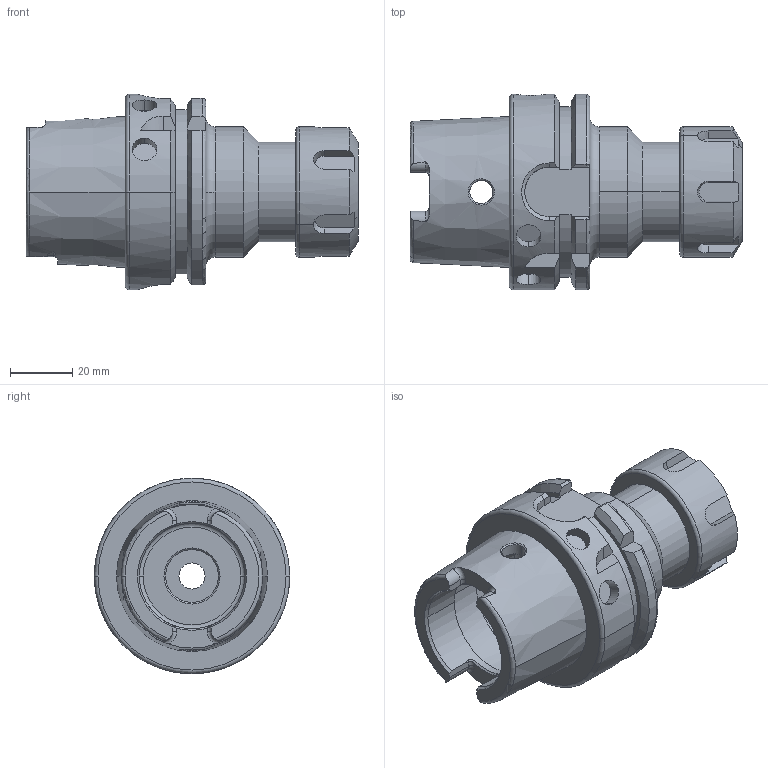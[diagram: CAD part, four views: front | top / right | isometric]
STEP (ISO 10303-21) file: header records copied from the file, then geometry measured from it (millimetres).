
FILE_DESCRIPTION (( 'STEP AP203' ), '1' );
FILE_NAME ('9163A-ER825075.STEP', '2023-03-10T13:12:26', ( '' ), ( '' ), 'SwSTEP 2.0', 'SolidWorks 2018', '' );
FILE_SCHEMA (( 'CONFIG_CONTROL_DESIGN' ));
Length unit declared in the file: millimetre
Products named in the file (4): HSKA63CCHER25100WW; FTNUTER25; HSKA63CCHER25075WW; 9163A-ER825075
Assembly tree (3 placements, depth 3):
  9163A-ER825075
    HSKA63CCHER25075WW
      HSKA63CCHER25100WW
      FTNUTER25
Bounding box: 107 x 63 x 63 mm (x, y, z)
Volume: 119938.5 mm3; surface area: 34746.4 mm2
Topology: 2 solids, 2 shells, 221 faces, 565 edges, 356 vertices
Faces by surface type: plane 76, cylinder 61, cone 39, torus 31, bspline 14
Entity records: 8785 total; most frequent: CARTESIAN_POINT 3166, ORIENTED_EDGE 1126, DIRECTION 1058, EDGE_CURVE 563, AXIS2_PLACEMENT_3D 427, VERTEX_POINT 356, EDGE_LOOP 239, FACE_OUTER_BOUND 221
